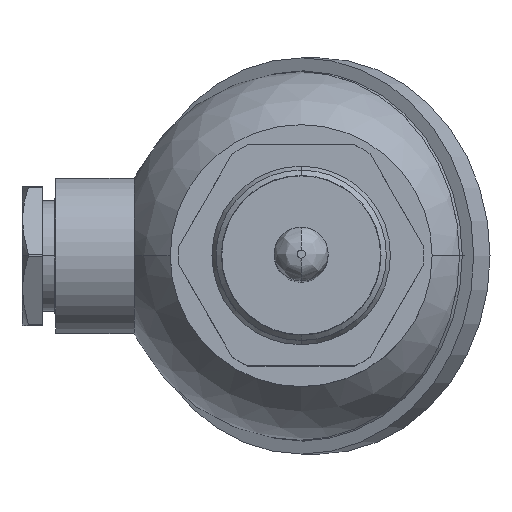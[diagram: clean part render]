
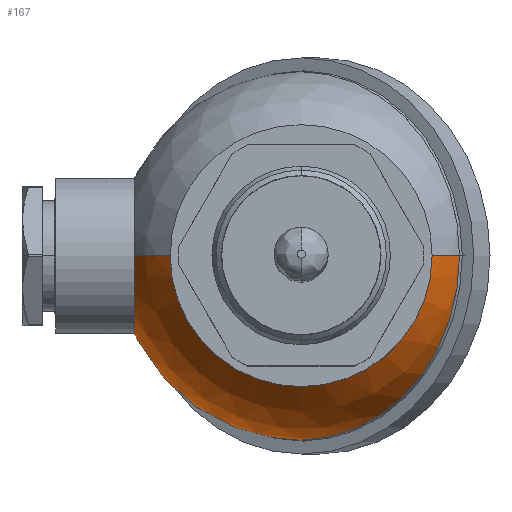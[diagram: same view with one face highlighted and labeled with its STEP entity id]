
A CAD part, top view. The second image highlights one B-rep face of the part: STEP entity #167.
In plain terms, the highlighted spherical face has radius 22.5 mm.
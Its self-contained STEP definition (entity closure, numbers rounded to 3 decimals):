
#22=CARTESIAN_POINT('',(-0.145,0.,0.251));
#23=DIRECTION('',(-0.5,0.,0.866));
#24=DIRECTION('',(-0.866,0.,-0.5));
#25=AXIS2_PLACEMENT_3D('',#22,#23,#24);
#27=CARTESIAN_POINT('',(0.,0.,0.));
#28=DIRECTION('',(0.,1.,0.));
#29=DIRECTION('',(-0.872,0.,-0.489));
#30=AXIS2_PLACEMENT_3D('',#27,#28,#29);
#32=CARTESIAN_POINT('',(-20.396,0.,0.));
#33=DIRECTION('',(-1.,0.,0.));
#34=DIRECTION('',(0.,0.,-1.));
#35=AXIS2_PLACEMENT_3D('',#32,#33,#34);
#37=CARTESIAN_POINT('',(-20.396,0.,0.));
#38=DIRECTION('',(-1.,0.,0.));
#39=DIRECTION('',(0.,-1.,0.));
#40=AXIS2_PLACEMENT_3D('',#37,#38,#39);
#42=CARTESIAN_POINT('',(0.,0.,0.));
#43=DIRECTION('',(0.,1.,0.));
#44=DIRECTION('',(-0.906,0.,0.422));
#45=AXIS2_PLACEMENT_3D('',#42,#43,#44);
#47=CARTESIAN_POINT('',(0.,0.,15.819));
#48=DIRECTION('',(0.,0.,-1.));
#49=DIRECTION('',(1.,0.,0.));
#50=AXIS2_PLACEMENT_3D('',#47,#48,#49);
#52=CARTESIAN_POINT('',(0.,0.,0.));
#53=DIRECTION('',(0.,-1.,0.));
#54=DIRECTION('',(0.86,0.,0.511));
#55=AXIS2_PLACEMENT_3D('',#52,#53,#54);
#97=CARTESIAN_POINT('',(-16.,0.,15.819));
#98=CARTESIAN_POINT('',(16.,0.,15.819));
#99=VERTEX_POINT('',#97);
#100=VERTEX_POINT('',#98);
#105=CARTESIAN_POINT('',(-20.396,0.,9.5));
#107=VERTEX_POINT('',#105);
#109=CARTESIAN_POINT('',(-20.396,0.,-9.5));
#110=VERTEX_POINT('',#109);
#111=CARTESIAN_POINT('',(-20.396,-9.5,0.));
#112=VERTEX_POINT('',#111);
#113=CARTESIAN_POINT('',(19.339,0.,11.5));
#114=CARTESIAN_POINT('',(-19.629,0.,
-10.998));
#115=VERTEX_POINT('',#113);
#116=VERTEX_POINT('',#114);
#150=CARTESIAN_POINT('',(0.,0.,0.));
#151=DIRECTION('',(0.,0.,-1.));
#152=DIRECTION('',(1.,0.,0.));
#153=AXIS2_PLACEMENT_3D('',#150,#151,#152);
#154=SPHERICAL_SURFACE('',#153,22.5);
#155=ORIENTED_EDGE('',*,*,#145,.F.);
#156=ORIENTED_EDGE('',*,*,#134,.T.);
#158=ORIENTED_EDGE('',*,*,#157,.T.);
#160=ORIENTED_EDGE('',*,*,#159,.T.);
#161=ORIENTED_EDGE('',*,*,#128,.T.);
#163=ORIENTED_EDGE('',*,*,#162,.F.);
#164=ORIENTED_EDGE('',*,*,#124,.F.);
#165=EDGE_LOOP('',(#155,#156,#158,#160,#161,#163,#164));
#166=FACE_OUTER_BOUND('',#165,.F.);
#167=ADVANCED_FACE('',(#166),#154,.T.);
#26=CIRCLE('',#25,22.498);
#31=CIRCLE('',#30,22.5);
#36=CIRCLE('',#35,9.5);
#41=CIRCLE('',#40,9.5);
#46=CIRCLE('',#45,22.5);
#51=CIRCLE('',#50,16.);
#56=CIRCLE('',#55,22.5);
#124=EDGE_CURVE('',#115,#100,#56,.T.);
#128=EDGE_CURVE('',#107,#99,#46,.T.);
#134=EDGE_CURVE('',#116,#110,#31,.T.);
#145=EDGE_CURVE('',#116,#115,#26,.T.);
#157=EDGE_CURVE('',#110,#112,#36,.T.);
#159=EDGE_CURVE('',#112,#107,#41,.T.);
#162=EDGE_CURVE('',#100,#99,#51,.T.);
